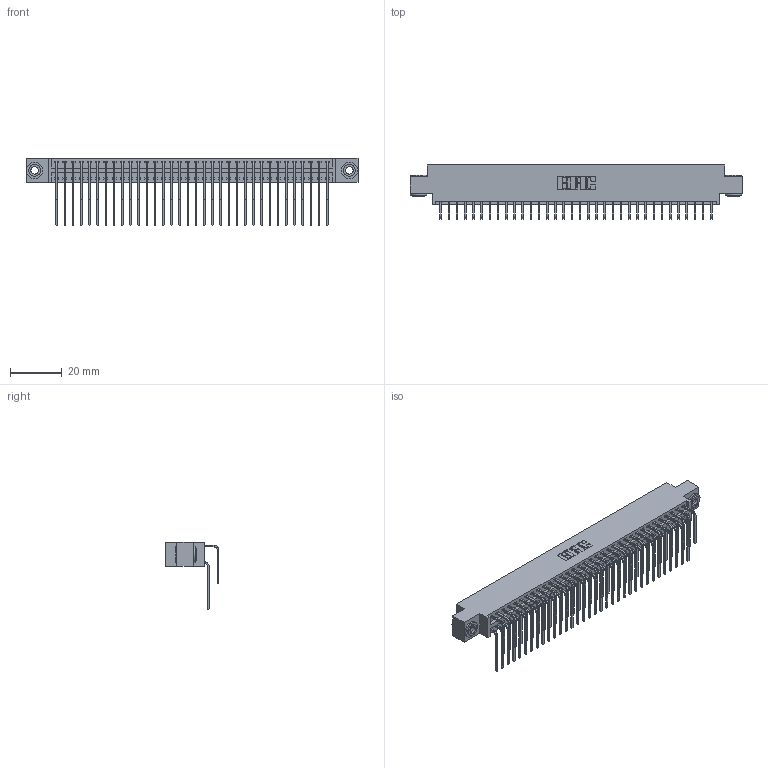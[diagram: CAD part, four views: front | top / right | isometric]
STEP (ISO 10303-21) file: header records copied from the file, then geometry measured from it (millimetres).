
FILE_DESCRIPTION (( 'STEP AP203' ), '1' );
FILE_NAME ('396-068-559-803.STEP', '2019-11-03T10:59:41', ( '' ), ( '' ), 'SwSTEP 2.0', 'SolidWorks 2016', '' );
FILE_SCHEMA (( 'CONFIG_CONTROL_DESIGN' ));
Length unit declared in the file: inch
Products named in the file (5): 396-068-559-803; 345-292-001_558 559 Tail - 1; 346 Part_0.170 Offset - 0.156 Dia-TH; 345-292-001_559 Tail - 2; 345-250-002_345-250-002-102
Assembly tree (71 placements, depth 2):
  396-068-559-803
    346 Part_0.170 Offset - 0.156 Dia-TH
    345-292-001_558 559 Tail - 1  x34
    345-292-001_559 Tail - 2  x34
    345-250-002_345-250-002-102  x2
Bounding box: 128.52 x 20.89 x 26.16 mm (x, y, z)
Volume: 12727.6 mm3; surface area: 19644.9 mm2
Topology: 71 solids, 71 shells, 3836 faces, 11365 edges, 7482 vertices
Faces by surface type: plane 2606, cylinder 1222, cone 8
Entity records: 25832 total; most frequent: CARTESIAN_POINT 4298, ORIENTED_EDGE 4174, DIRECTION 3841, EDGE_CURVE 2087, VECTOR 1755, LINE 1755, VERTEX_POINT 1386, AXIS2_PLACEMENT_3D 1043
